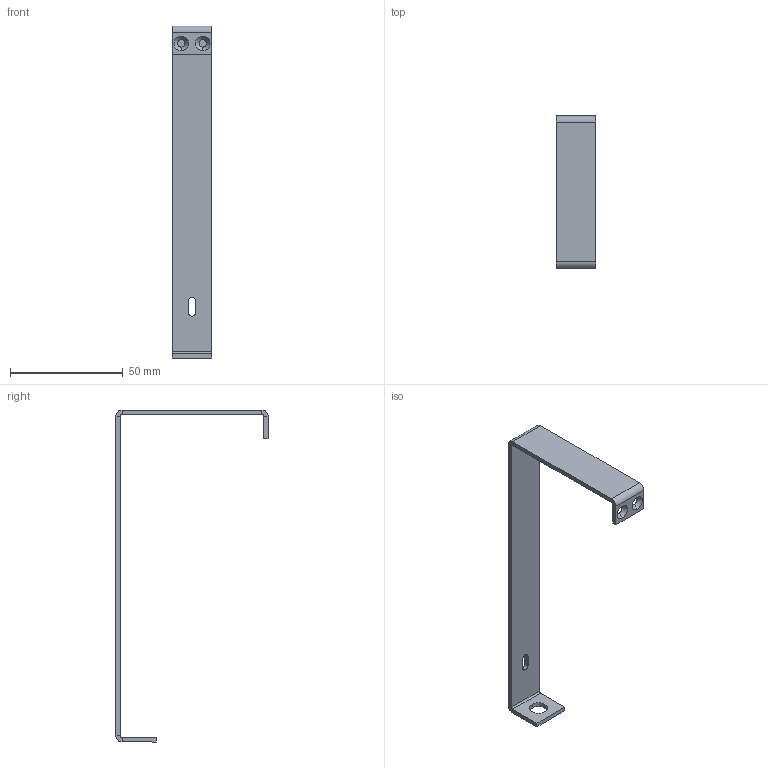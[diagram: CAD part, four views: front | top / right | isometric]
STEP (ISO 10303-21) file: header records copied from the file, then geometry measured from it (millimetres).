
FILE_DESCRIPTION (( 'STEP AP203' ), '1' );
FILE_NAME ('bottomBusbar.STEP', '2024-08-24T23:57:43', ( '' ), ( '' ), 'SwSTEP 2.0', 'SolidWorks 2024', '' );
FILE_SCHEMA (( 'CONFIG_CONTROL_DESIGN' ));
Length unit declared in the file: millimetre
Products named in the file (1): bottomBusbar
Bounding box: 17.5 x 67.5 x 147.22 mm (x, y, z)
Volume: 8078.3 mm3; surface area: 9257.5 mm2
Topology: 1 solids, 1 shells, 45 faces, 101 edges, 58 vertices
Faces by surface type: plane 26, cylinder 15, cone 4
Entity records: 1318 total; most frequent: DIRECTION 227, CARTESIAN_POINT 205, ORIENTED_EDGE 202, EDGE_CURVE 101, AXIS2_PLACEMENT_3D 80, VECTOR 67, LINE 67, VERTEX_POINT 58
